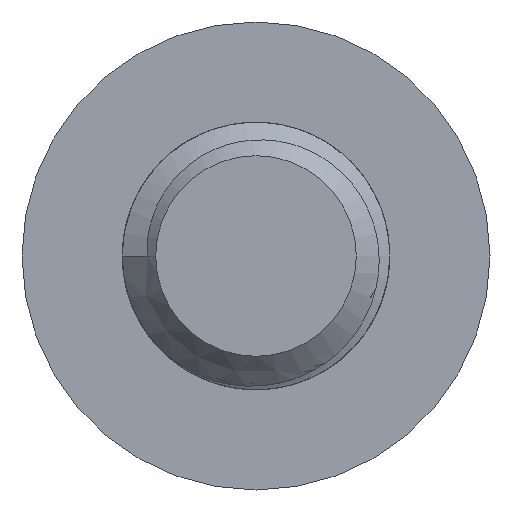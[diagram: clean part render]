
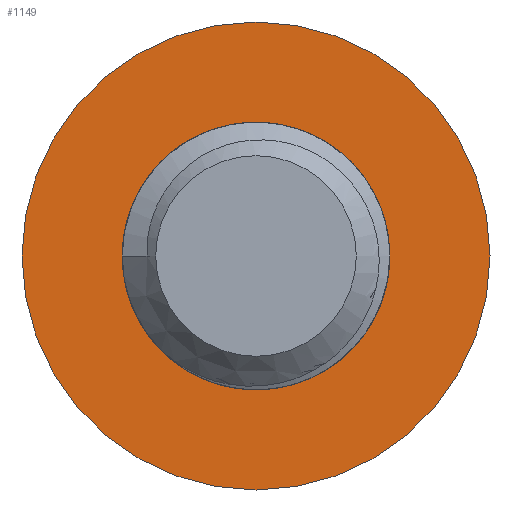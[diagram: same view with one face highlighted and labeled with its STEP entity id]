
A CAD part, left-side view. The second image highlights one B-rep face of the part: STEP entity #1149.
In plain terms, the highlighted face is planar.
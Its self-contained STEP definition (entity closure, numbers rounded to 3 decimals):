
#23=PLANE('',#1245);
#35=FACE_BOUND('',#219,.T.);
#85=CIRCLE('',#1206,3.);
#86=CIRCLE('',#1208,3.);
#89=CIRCLE('',#1231,5.25);
#98=CIRCLE('',#1246,3.);
#148=FACE_OUTER_BOUND('',#218,.T.);
#218=EDGE_LOOP('',(#899));
#219=EDGE_LOOP('',(#900,#901,#902));
#469=VERTEX_POINT('',#2307);
#471=VERTEX_POINT('',#2310);
#474=VERTEX_POINT('',#2349);
#514=VERTEX_POINT('',#3757);
#601=EDGE_CURVE('',#469,#471,#85,.T.);
#605=EDGE_CURVE('',#471,#474,#86,.T.);
#665=EDGE_CURVE('',#514,#514,#89,.T.);
#679=EDGE_CURVE('',#474,#469,#98,.T.);
#899=ORIENTED_EDGE('',*,*,#665,.F.);
#900=ORIENTED_EDGE('',*,*,#605,.F.);
#901=ORIENTED_EDGE('',*,*,#601,.F.);
#902=ORIENTED_EDGE('',*,*,#679,.F.);
#1149=ADVANCED_FACE('',(#148,#35),#23,.F.);
#1206=AXIS2_PLACEMENT_3D('',#2311,#1339,#1340);
#1208=AXIS2_PLACEMENT_3D('',#2350,#1344,#1345);
#1231=AXIS2_PLACEMENT_3D('',#3759,#1409,#1410);
#1245=AXIS2_PLACEMENT_3D('',#3860,#1439,#1440);
#1246=AXIS2_PLACEMENT_3D('',#3861,#1441,#1442);
#1339=DIRECTION('center_axis',(0.,0.,-1.));
#1340=DIRECTION('ref_axis',(1.,0.,0.));
#1344=DIRECTION('center_axis',(0.,0.,-1.));
#1345=DIRECTION('ref_axis',(1.,0.,0.));
#1409=DIRECTION('center_axis',(0.,0.,1.));
#1410=DIRECTION('ref_axis',(1.,0.,0.));
#1439=DIRECTION('center_axis',(0.,0.,1.));
#1440=DIRECTION('ref_axis',(1.,0.,0.));
#1441=DIRECTION('center_axis',(0.,0.,-1.));
#1442=DIRECTION('ref_axis',(1.,0.,0.));
#2307=CARTESIAN_POINT('',(0.,-3.,-3.3));
#2310=CARTESIAN_POINT('',(-3.,0.,-3.3));
#2311=CARTESIAN_POINT('Origin',(0.,0.,-3.3));
#2349=CARTESIAN_POINT('',(-2.121,2.121,-3.3));
#2350=CARTESIAN_POINT('Origin',(0.,0.,-3.3));
#3757=CARTESIAN_POINT('',(-5.25,0.,-3.3));
#3759=CARTESIAN_POINT('Origin',(0.,0.,-3.3));
#3860=CARTESIAN_POINT('Origin',(0.,-5.25,-3.3));
#3861=CARTESIAN_POINT('Origin',(0.,0.,-3.3));
